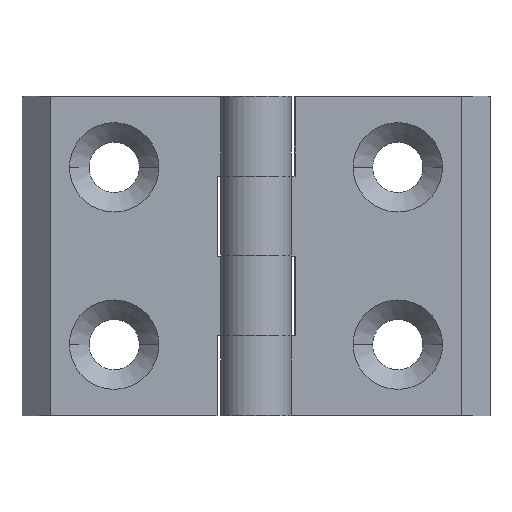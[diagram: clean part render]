
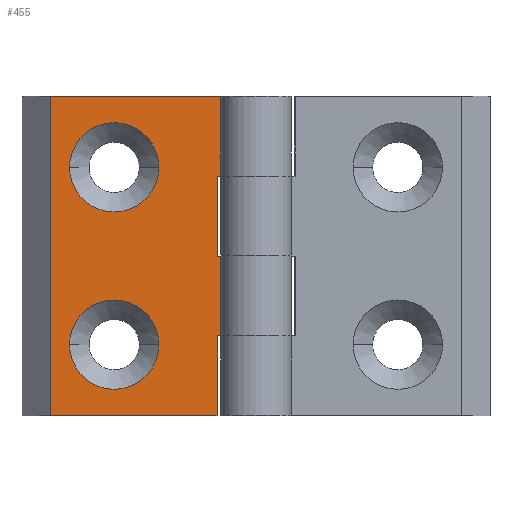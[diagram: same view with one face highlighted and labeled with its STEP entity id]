
A CAD part, top view. The second image highlights one B-rep face of the part: STEP entity #455.
In plain terms, the highlighted planar face has unit normal (0, 0, 1).
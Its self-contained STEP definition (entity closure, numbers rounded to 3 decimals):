
#13 = EDGE_LOOP ( 'NONE', ( #258, #937 ) ) ;
#21 = VERTEX_POINT ( 'NONE', #134 ) ;
#24 = AXIS2_PLACEMENT_3D ( 'NONE', #916, #1387, #908 ) ;
#62 = DIRECTION ( 'NONE',  ( 1., 0., 0. ) ) ;
#74 = CARTESIAN_POINT ( 'NONE',  ( -5., 11.25, 0. ) ) ;
#84 = CARTESIAN_POINT ( 'NONE',  ( -5., 22.5, 0. ) ) ;
#102 = LINE ( 'NONE', #84, #724 ) ;
#108 = EDGE_CURVE ( 'NONE', #1441, #920, #482, .T. ) ;
#134 = CARTESIAN_POINT ( 'NONE',  ( -5.5, 0., 0. ) ) ;
#146 = VERTEX_POINT ( 'NONE', #349 ) ;
#166 = DIRECTION ( 'NONE',  ( 0., 0., -1. ) ) ;
#167 = CIRCLE ( 'NONE', #694, 6.3 ) ;
#195 = EDGE_CURVE ( 'NONE', #868, #459, #706, .T. ) ;
#216 = DIRECTION ( 'NONE',  ( 0., -1., 0. ) ) ;
#241 = DIRECTION ( 'NONE',  ( 0., 0., 1. ) ) ;
#248 = VERTEX_POINT ( 'NONE', #330 ) ;
#250 = DIRECTION ( 'NONE',  ( 1., 0., 0. ) ) ;
#254 = VERTEX_POINT ( 'NONE', #74 ) ;
#258 = ORIENTED_EDGE ( 'NONE', *, *, #1544, .F. ) ;
#279 = CARTESIAN_POINT ( 'NONE',  ( -5., 22.5, 0. ) ) ;
#289 = LINE ( 'NONE', #772, #922 ) ;
#304 = ORIENTED_EDGE ( 'NONE', *, *, #672, .F. ) ;
#313 = VERTEX_POINT ( 'NONE', #792 ) ;
#315 = DIRECTION ( 'NONE',  ( 0., -1., 0. ) ) ;
#321 = LINE ( 'NONE', #691, #367 ) ;
#330 = CARTESIAN_POINT ( 'NONE',  ( -5.5, -22.5, 0. ) ) ;
#348 = AXIS2_PLACEMENT_3D ( 'NONE', #904, #166, #543 ) ;
#349 = CARTESIAN_POINT ( 'NONE',  ( -5., 22.5, 0. ) ) ;
#367 = VECTOR ( 'NONE', #1270, 1000. ) ;
#374 = EDGE_CURVE ( 'NONE', #1108, #459, #102, .T. ) ;
#378 = VERTEX_POINT ( 'NONE', #933 ) ;
#379 = CARTESIAN_POINT ( 'NONE',  ( -5.5, -11.25, 0. ) ) ;
#393 = EDGE_CURVE ( 'NONE', #1108, #21, #321, .T. ) ;
#411 = LINE ( 'NONE', #901, #990 ) ;
#432 = DIRECTION ( 'NONE',  ( 1., 0., 0. ) ) ;
#455 = ADVANCED_FACE ( 'NONE', ( #881, #1028, #888 ), #775, .F. ) ;
#459 = VERTEX_POINT ( 'NONE', #1484 ) ;
#482 = CIRCLE ( 'NONE', #24, 6.3 ) ;
#487 = LINE ( 'NONE', #959, #1386 ) ;
#511 = ORIENTED_EDGE ( 'NONE', *, *, #1194, .T. ) ;
#512 = CARTESIAN_POINT ( 'NONE',  ( -5., 0., 0. ) ) ;
#524 = CARTESIAN_POINT ( 'NONE',  ( -20., -12.5, 0. ) ) ;
#537 = DIRECTION ( 'NONE',  ( 0., 1., 0. ) ) ;
#543 = DIRECTION ( 'NONE',  ( -1., 0., 0. ) ) ;
#544 = VECTOR ( 'NONE', #1284, 1000. ) ;
#548 = ORIENTED_EDGE ( 'NONE', *, *, #1254, .T. ) ;
#585 = DIRECTION ( 'NONE',  ( 1., 0., 0. ) ) ;
#628 = ORIENTED_EDGE ( 'NONE', *, *, #374, .F. ) ;
#672 = EDGE_CURVE ( 'NONE', #146, #254, #763, .T. ) ;
#689 = EDGE_LOOP ( 'NONE', ( #931, #824 ) ) ;
#691 = CARTESIAN_POINT ( 'NONE',  ( -29., 0., 0. ) ) ;
#694 = AXIS2_PLACEMENT_3D ( 'NONE', #1232, #1341, #1218 ) ;
#704 = LINE ( 'NONE', #1552, #544 ) ;
#706 = LINE ( 'NONE', #1549, #1220 ) ;
#724 = VECTOR ( 'NONE', #216, 1000. ) ;
#749 = VECTOR ( 'NONE', #1462, 1000. ) ;
#756 = CARTESIAN_POINT ( 'NONE',  ( -26.3, -12.5, 0. ) ) ;
#763 = LINE ( 'NONE', #279, #749 ) ;
#765 = AXIS2_PLACEMENT_3D ( 'NONE', #1345, #1463, #250 ) ;
#772 = CARTESIAN_POINT ( 'NONE',  ( -29., 11.25, 0. ) ) ;
#775 = PLANE ( 'NONE',  #348 ) ;
#792 = CARTESIAN_POINT ( 'NONE',  ( -29., 22.5, 0. ) ) ;
#824 = ORIENTED_EDGE ( 'NONE', *, *, #1039, .F. ) ;
#868 = VERTEX_POINT ( 'NONE', #379 ) ;
#880 = LINE ( 'NONE', #1351, #1362 ) ;
#881 = FACE_BOUND ( 'NONE', #689, .T. ) ;
#886 = ORIENTED_EDGE ( 'NONE', *, *, #393, .T. ) ;
#888 = FACE_OUTER_BOUND ( 'NONE', #1239, .T. ) ;
#891 = CIRCLE ( 'NONE', #1235, 6.3 ) ;
#901 = CARTESIAN_POINT ( 'NONE',  ( -29., 22.5, 0. ) ) ;
#904 = CARTESIAN_POINT ( 'NONE',  ( -29., 22.5, 0. ) ) ;
#908 = DIRECTION ( 'NONE',  ( 1., 0., 0. ) ) ;
#916 = CARTESIAN_POINT ( 'NONE',  ( -20., -12.5, 0. ) ) ;
#917 = CIRCLE ( 'NONE', #765, 6.3 ) ;
#920 = VERTEX_POINT ( 'NONE', #958 ) ;
#922 = VECTOR ( 'NONE', #62, 1000. ) ;
#931 = ORIENTED_EDGE ( 'NONE', *, *, #1475, .F. ) ;
#933 = CARTESIAN_POINT ( 'NONE',  ( -29., -22.5, 0. ) ) ;
#937 = ORIENTED_EDGE ( 'NONE', *, *, #108, .F. ) ;
#948 = DIRECTION ( 'NONE',  ( 1., 0., 0. ) ) ;
#958 = CARTESIAN_POINT ( 'NONE',  ( -13.7, -12.5, 0. ) ) ;
#959 = CARTESIAN_POINT ( 'NONE',  ( -29., 22.5, 0. ) ) ;
#969 = VERTEX_POINT ( 'NONE', #1313 ) ;
#970 = DIRECTION ( 'NONE',  ( 1., 0., 0. ) ) ;
#990 = VECTOR ( 'NONE', #315, 1000. ) ;
#1013 = LINE ( 'NONE', #1492, #1045 ) ;
#1017 = ORIENTED_EDGE ( 'NONE', *, *, #1275, .T. ) ;
#1021 = ORIENTED_EDGE ( 'NONE', *, *, #1336, .T. ) ;
#1028 = FACE_BOUND ( 'NONE', #13, .T. ) ;
#1039 = EDGE_CURVE ( 'NONE', #969, #1154, #167, .T. ) ;
#1045 = VECTOR ( 'NONE', #432, 1000. ) ;
#1069 = ORIENTED_EDGE ( 'NONE', *, *, #195, .T. ) ;
#1106 = ORIENTED_EDGE ( 'NONE', *, *, #1133, .T. ) ;
#1108 = VERTEX_POINT ( 'NONE', #512 ) ;
#1133 = EDGE_CURVE ( 'NONE', #21, #1524, #880, .T. ) ;
#1154 = VERTEX_POINT ( 'NONE', #1242 ) ;
#1194 = EDGE_CURVE ( 'NONE', #313, #378, #411, .T. ) ;
#1205 = CARTESIAN_POINT ( 'NONE',  ( -5.5, 11.25, 0. ) ) ;
#1218 = DIRECTION ( 'NONE',  ( 1., 0., 0. ) ) ;
#1220 = VECTOR ( 'NONE', #585, 1000. ) ;
#1232 = CARTESIAN_POINT ( 'NONE',  ( -20., 12.5, 0. ) ) ;
#1235 = AXIS2_PLACEMENT_3D ( 'NONE', #524, #241, #970 ) ;
#1239 = EDGE_LOOP ( 'NONE', ( #1106, #548, #304, #1455, #511, #1017, #1021, #1069, #628, #886 ) ) ;
#1242 = CARTESIAN_POINT ( 'NONE',  ( -13.7, 12.5, 0. ) ) ;
#1254 = EDGE_CURVE ( 'NONE', #1524, #254, #289, .T. ) ;
#1270 = DIRECTION ( 'NONE',  ( -1., 0., 0. ) ) ;
#1275 = EDGE_CURVE ( 'NONE', #378, #248, #1013, .T. ) ;
#1284 = DIRECTION ( 'NONE',  ( 0., 1., 0. ) ) ;
#1313 = CARTESIAN_POINT ( 'NONE',  ( -26.3, 12.5, 0. ) ) ;
#1336 = EDGE_CURVE ( 'NONE', #248, #868, #704, .T. ) ;
#1341 = DIRECTION ( 'NONE',  ( 0., 0., 1. ) ) ;
#1345 = CARTESIAN_POINT ( 'NONE',  ( -20., 12.5, 0. ) ) ;
#1351 = CARTESIAN_POINT ( 'NONE',  ( -5.5, 22.5, 0. ) ) ;
#1357 = EDGE_CURVE ( 'NONE', #313, #146, #487, .T. ) ;
#1362 = VECTOR ( 'NONE', #537, 1000. ) ;
#1386 = VECTOR ( 'NONE', #948, 1000. ) ;
#1387 = DIRECTION ( 'NONE',  ( 0., 0., 1. ) ) ;
#1441 = VERTEX_POINT ( 'NONE', #756 ) ;
#1455 = ORIENTED_EDGE ( 'NONE', *, *, #1357, .F. ) ;
#1462 = DIRECTION ( 'NONE',  ( 0., -1., 0. ) ) ;
#1463 = DIRECTION ( 'NONE',  ( 0., 0., 1. ) ) ;
#1475 = EDGE_CURVE ( 'NONE', #1154, #969, #917, .T. ) ;
#1484 = CARTESIAN_POINT ( 'NONE',  ( -5., -11.25, 0. ) ) ;
#1492 = CARTESIAN_POINT ( 'NONE',  ( -29., -22.5, 0. ) ) ;
#1524 = VERTEX_POINT ( 'NONE', #1205 ) ;
#1544 = EDGE_CURVE ( 'NONE', #920, #1441, #891, .T. ) ;
#1549 = CARTESIAN_POINT ( 'NONE',  ( -29., -11.25, 0. ) ) ;
#1552 = CARTESIAN_POINT ( 'NONE',  ( -5.5, 22.5, 0. ) ) ;
